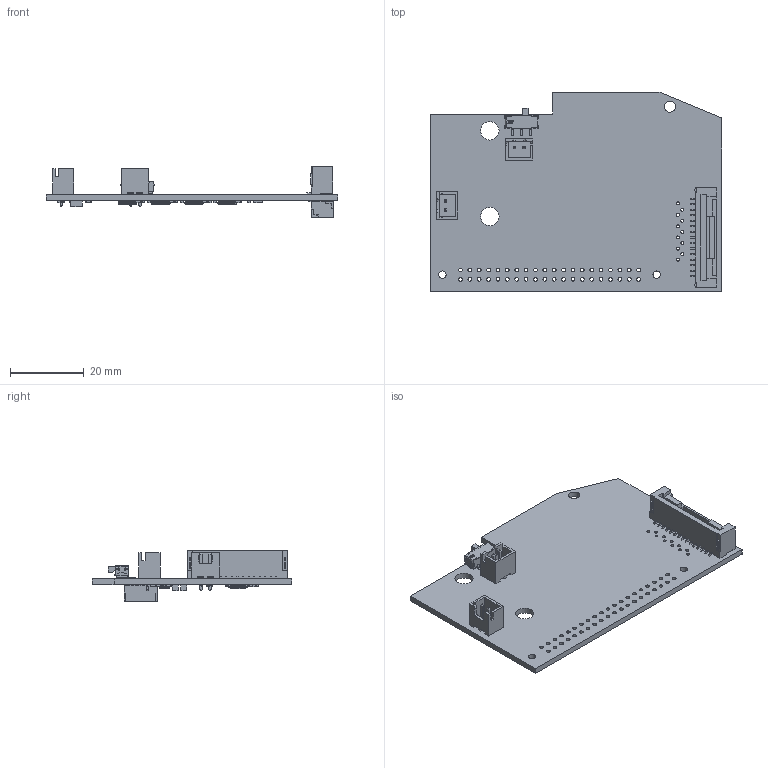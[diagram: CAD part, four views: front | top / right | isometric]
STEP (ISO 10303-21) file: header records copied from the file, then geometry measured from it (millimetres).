
FILE_DESCRIPTION(('Open CASCADE Model'),'2;1');
FILE_NAME('Open CASCADE Shape Model','2024-05-11T11:02:19',('Author'),( 'Open CASCADE'),'Open CASCADE STEP processor 7.5','Open CASCADE 7.5' ,'Unknown');
FILE_SCHEMA(('AUTOMOTIVE_DESIGN { 1 0 10303 214 1 1 1 1 }'));
Length unit declared in the file: millimetre
Products named in the file (75): PCB; Board; Open CASCADE STEP translator 7.5 1.1.1; R19; 6709009440; Extruded; 6709009200; R3; 6709007920; 6709007680; U1; TPS563200DDCR; BODY-SOT; LEAD-SOT; R4; R2; R1; J2; B2B-XH-A(LF)(SN)--3DModel-STEP-56544; C5; 6709008640; C4; C3; 1206; C2; C1; R18; R17; R16; R15; R14; R13; R12; R11; R10; R9; R8; R7; R6; R5 ...
Assembly tree (191 placements, depth 4):
  PCB
    Board
      Open CASCADE STEP translator 7.5 1.1.1
    R19
      6709009440  x2
        Extruded
      6709009200
        Extruded
    R3
      6709007920  x2
        Extruded
      6709007680
        Extruded
    U1
      TPS563200DDCR
        BODY-SOT
        LEAD-SOT  x6
    R4
      6709009440  x2
        Extruded
      6709009200
        Extruded
    R2
      6709009440  x2
        Extruded
      6709009200
        Extruded
    R1
      6709009440  x2
        Extruded
      6709009200
        Extruded
    J2
      B2B-XH-A(LF)(SN)--3DModel-STEP-56544
    C5
      6709008640
        Extruded
    C4
      6709008640
        Extruded
    C3
      1206
    C2
      1206
    C1
      6709007920  x2
        Extruded
      6709007680
        Extruded
    R18
      6709009200
        Extruded
      6709009440  x2
        Extruded
    R17
      6709009200
        Extruded
      6709009440  x2
        Extruded
    R16
Bounding box: 79 x 54.13 x 13.71 mm (x, y, z)
Volume: 7691.8 mm3; surface area: 11913.5 mm2
Topology: 179 solids, 179 shells, 2529 faces, 6233 edges, 4078 vertices
Faces by surface type: plane 1988, cylinder 458, extrusion 47, sphere 32, cone 4
Full cylindrical faces by diameter (mm): 0.8 x11, 1 x6, 1.02 x40, 2 x2, 3 x1, 5 x2
Entity records: 31743 total; most frequent: CARTESIAN_POINT 5797, ORIENTED_EDGE 4708, DIRECTION 4617, EDGE_CURVE 2354, VECTOR 1993, LINE 1946, VERTEX_POINT 1524, AXIS2_PLACEMENT_3D 1312
